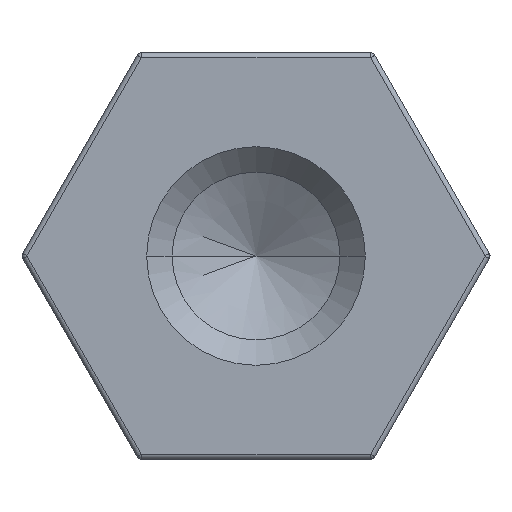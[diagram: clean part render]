
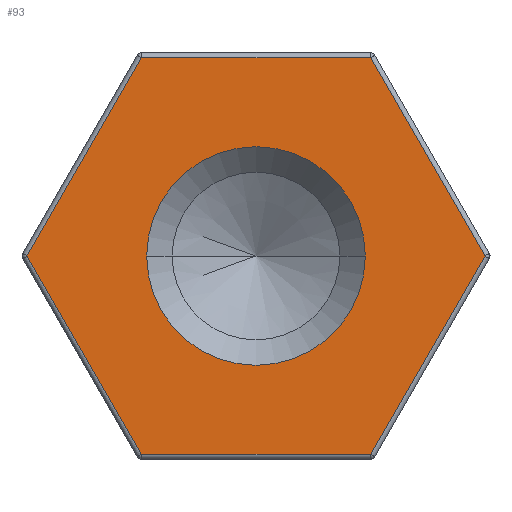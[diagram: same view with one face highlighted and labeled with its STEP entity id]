
A CAD part, left-side view. The second image highlights one B-rep face of the part: STEP entity #93.
In plain terms, the highlighted planar face has unit normal (-1, 0, 0).
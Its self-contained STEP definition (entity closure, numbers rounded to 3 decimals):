
#18 = DIRECTION ( 'NONE',  ( 0., 0.5, 0.866 ) ) ;
#32 = VERTEX_POINT ( 'NONE', #603 ) ;
#37 = CARTESIAN_POINT ( 'NONE',  ( 0., -4.503, 0. ) ) ;
#39 = AXIS2_PLACEMENT_3D ( 'NONE', #664, #994, #959 ) ;
#43 = VERTEX_POINT ( 'NONE', #566 ) ;
#73 = AXIS2_PLACEMENT_3D ( 'NONE', #1270, #1272, #1257 ) ;
#93 = ADVANCED_FACE ( 'NONE', ( #315, #901 ), #496, .F. ) ;
#118 = EDGE_LOOP ( 'NONE', ( #357, #336, #353, #314, #331, #264 ) ) ;
#158 = VECTOR ( 'NONE', #631, 1000. ) ;
#163 = AXIS2_PLACEMENT_3D ( 'NONE', #397, #471, #463 ) ;
#184 = CARTESIAN_POINT ( 'NONE',  ( 0., -2.252, 3.9 ) ) ;
#233 = EDGE_LOOP ( 'NONE', ( #350, #347 ) ) ;
#254 = EDGE_CURVE ( 'NONE', #684, #783, #720, .T. ) ;
#264 = ORIENTED_EDGE ( 'NONE', *, *, #436, .T. ) ;
#314 = ORIENTED_EDGE ( 'NONE', *, *, #447, .T. ) ;
#315 = FACE_OUTER_BOUND ( 'NONE', #118, .T. ) ;
#331 = ORIENTED_EDGE ( 'NONE', *, *, #442, .T. ) ;
#336 = ORIENTED_EDGE ( 'NONE', *, *, #458, .T. ) ;
#344 = VECTOR ( 'NONE', #18, 1000. ) ;
#347 = ORIENTED_EDGE ( 'NONE', *, *, #254, .T. ) ;
#350 = ORIENTED_EDGE ( 'NONE', *, *, #380, .T. ) ;
#353 = ORIENTED_EDGE ( 'NONE', *, *, #454, .T. ) ;
#357 = ORIENTED_EDGE ( 'NONE', *, *, #465, .T. ) ;
#379 = DIRECTION ( 'NONE',  ( 0., -0.5, -0.866 ) ) ;
#380 = EDGE_CURVE ( 'NONE', #783, #684, #757, .T. ) ;
#397 = CARTESIAN_POINT ( 'NONE',  ( 0., 0., 0. ) ) ;
#403 = LINE ( 'NONE', #1384, #1149 ) ;
#412 = CARTESIAN_POINT ( 'NONE',  ( 0., 2.15, 0. ) ) ;
#422 = CARTESIAN_POINT ( 'NONE',  ( 0., -2.252, -3.9 ) ) ;
#436 = EDGE_CURVE ( 'NONE', #810, #1428, #870, .T. ) ;
#442 = EDGE_CURVE ( 'NONE', #32, #810, #491, .T. ) ;
#447 = EDGE_CURVE ( 'NONE', #605, #32, #1205, .T. ) ;
#448 = VECTOR ( 'NONE', #1269, 1000. ) ;
#454 = EDGE_CURVE ( 'NONE', #43, #605, #403, .T. ) ;
#458 = EDGE_CURVE ( 'NONE', #1110, #43, #1427, .T. ) ;
#463 = DIRECTION ( 'NONE',  ( 0., 1., 0. ) ) ;
#465 = EDGE_CURVE ( 'NONE', #1428, #1110, #929, .T. ) ;
#471 = DIRECTION ( 'NONE',  ( 1., 0., 0. ) ) ;
#491 = LINE ( 'NONE', #788, #448 ) ;
#496 = PLANE ( 'NONE',  #163 ) ;
#566 = CARTESIAN_POINT ( 'NONE',  ( 0., 2.252, 3.9 ) ) ;
#603 = CARTESIAN_POINT ( 'NONE',  ( 0., 2.252, -3.9 ) ) ;
#604 = CARTESIAN_POINT ( 'NONE',  ( 0., 3.377, -1.95 ) ) ;
#605 = VERTEX_POINT ( 'NONE', #1002 ) ;
#631 = DIRECTION ( 'NONE',  ( 0., -0.5, 0.866 ) ) ;
#664 = CARTESIAN_POINT ( 'NONE',  ( 0., 0., 0. ) ) ;
#684 = VERTEX_POINT ( 'NONE', #730 ) ;
#720 = CIRCLE ( 'NONE', #73, 2.15 ) ;
#730 = CARTESIAN_POINT ( 'NONE',  ( 0., -2.15, 0. ) ) ;
#747 = CARTESIAN_POINT ( 'NONE',  ( 0., -3.377, -1.95 ) ) ;
#757 = CIRCLE ( 'NONE', #39, 2.15 ) ;
#783 = VERTEX_POINT ( 'NONE', #412 ) ;
#788 = CARTESIAN_POINT ( 'NONE',  ( 0., 0., -3.9 ) ) ;
#810 = VERTEX_POINT ( 'NONE', #422 ) ;
#870 = LINE ( 'NONE', #747, #158 ) ;
#901 = FACE_BOUND ( 'NONE', #233, .T. ) ;
#929 = LINE ( 'NONE', #1411, #344 ) ;
#959 = DIRECTION ( 'NONE',  ( 0., 1., 0. ) ) ;
#994 = DIRECTION ( 'NONE',  ( 1., 0., 0. ) ) ;
#1002 = CARTESIAN_POINT ( 'NONE',  ( 0., 4.503, 0. ) ) ;
#1110 = VERTEX_POINT ( 'NONE', #184 ) ;
#1149 = VECTOR ( 'NONE', #1405, 1000. ) ;
#1176 = VECTOR ( 'NONE', #379, 1000. ) ;
#1205 = LINE ( 'NONE', #604, #1176 ) ;
#1257 = DIRECTION ( 'NONE',  ( 0., 1., 0. ) ) ;
#1269 = DIRECTION ( 'NONE',  ( 0., -1., 0. ) ) ;
#1270 = CARTESIAN_POINT ( 'NONE',  ( 0., 0., 0. ) ) ;
#1272 = DIRECTION ( 'NONE',  ( 1., 0., 0. ) ) ;
#1383 = DIRECTION ( 'NONE',  ( 0., 1., 0. ) ) ;
#1384 = CARTESIAN_POINT ( 'NONE',  ( 0., 3.377, 1.95 ) ) ;
#1400 = CARTESIAN_POINT ( 'NONE',  ( 0., 0., 3.9 ) ) ;
#1403 = VECTOR ( 'NONE', #1383, 1000. ) ;
#1405 = DIRECTION ( 'NONE',  ( 0., 0.5, -0.866 ) ) ;
#1411 = CARTESIAN_POINT ( 'NONE',  ( 0., -3.377, 1.95 ) ) ;
#1427 = LINE ( 'NONE', #1400, #1403 ) ;
#1428 = VERTEX_POINT ( 'NONE', #37 ) ;
